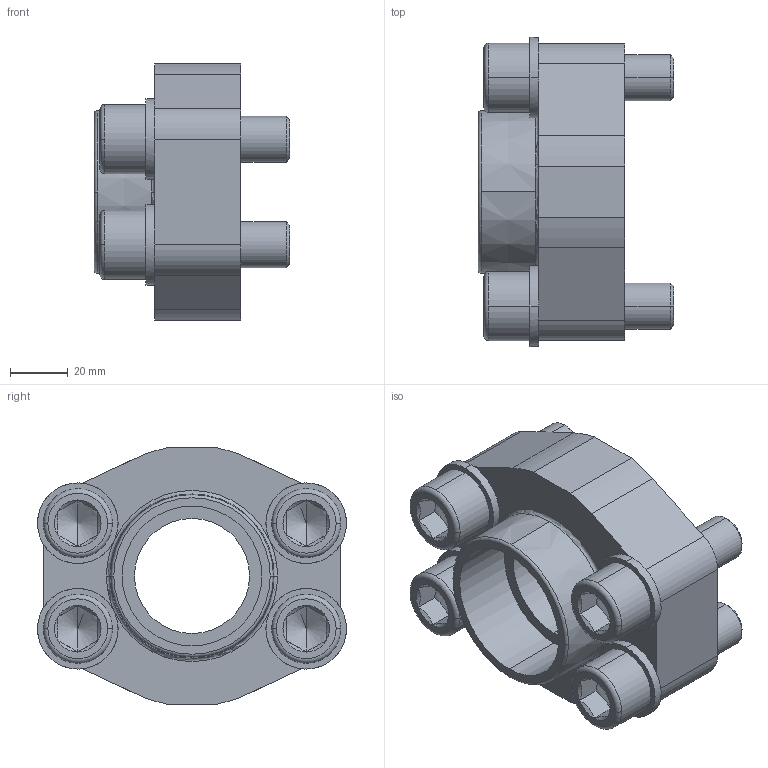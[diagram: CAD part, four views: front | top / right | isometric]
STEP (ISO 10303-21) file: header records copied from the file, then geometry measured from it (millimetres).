
FILE_DESCRIPTION(('STEP AP203'),'1');
FILE_NAME('avit_afla_38_-_6_bmv4ne6tki47y70d1muw9ue3e.stp','2021-03-10T10:21:46',('TraceParts'),('TraceParts S.A.'),'Spatial InterOp 3D',' ',' ');
FILE_SCHEMA(('CONFIG_CONTROL_DESIGN'));
Length unit declared in the file: millimetre
Products named in the file (1): 1
Bounding box: 68 x 107.4 x 89 mm (x, y, z)
Volume: 247864.3 mm3; surface area: 45340.7 mm2
Topology: 1 solids, 5 shells, 169 faces, 403 edges, 249 vertices
Faces by surface type: plane 63, cylinder 52, cone 42, torus 12
Entity records: 4942 total; most frequent: CARTESIAN_POINT 1054, DIRECTION 860, ORIENTED_EDGE 790, EDGE_CURVE 395, AXIS2_PLACEMENT_3D 367, VERTEX_POINT 249, CIRCLE 197, EDGE_LOOP 192
